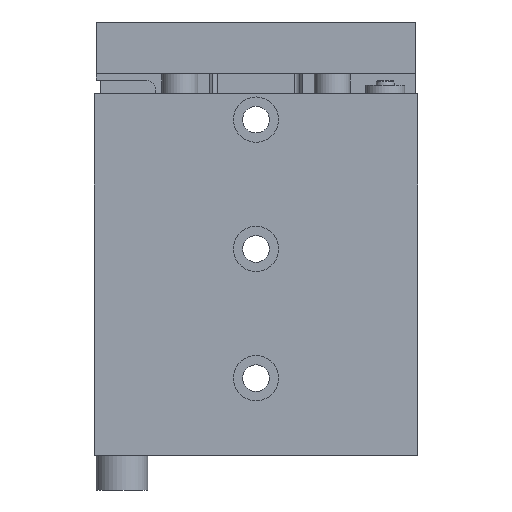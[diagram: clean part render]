
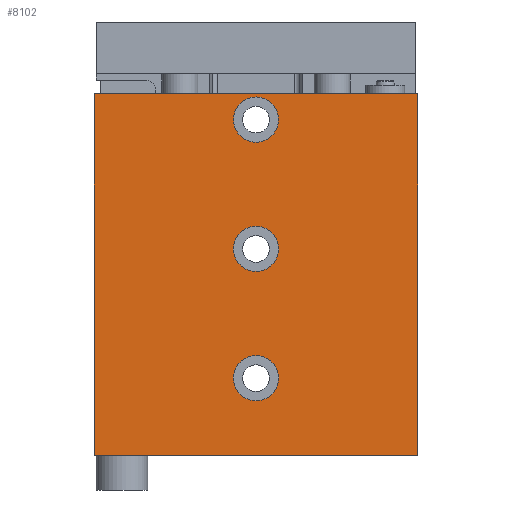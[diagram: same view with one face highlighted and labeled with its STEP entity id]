
A CAD part, front view. The second image highlights one B-rep face of the part: STEP entity #8102.
In plain terms, the highlighted planar face has unit normal (0, -1, 0).
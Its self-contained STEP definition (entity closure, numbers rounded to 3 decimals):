
#127=LINE('',#11843,#601);
#161=LINE('',#11919,#635);
#183=LINE('',#12011,#657);
#184=LINE('',#12019,#658);
#601=VECTOR('',#9525,1000.);
#635=VECTOR('',#9577,1000.);
#657=VECTOR('',#9647,1000.);
#658=VECTOR('',#9656,1000.);
#1072=PLANE('',#8609);
#1384=ORIENTED_EDGE('',*,*,#3269,.F.);
#1385=ORIENTED_EDGE('',*,*,#3270,.F.);
#1386=ORIENTED_EDGE('',*,*,#3271,.F.);
#1387=ORIENTED_EDGE('',*,*,#3188,.F.);
#1388=ORIENTED_EDGE('',*,*,#3268,.F.);
#1389=ORIENTED_EDGE('',*,*,#3226,.T.);
#1390=ORIENTED_EDGE('',*,*,#3272,.T.);
#3188=EDGE_CURVE('',#4137,#4138,#127,.T.);
#3226=EDGE_CURVE('',#4171,#4170,#161,.T.);
#3268=EDGE_CURVE('',#4171,#4137,#183,.T.);
#3269=EDGE_CURVE('',#4207,#4207,#4833,.T.);
#3270=EDGE_CURVE('',#4208,#4208,#4834,.T.);
#3271=EDGE_CURVE('',#4209,#4209,#4835,.T.);
#3272=EDGE_CURVE('',#4170,#4138,#184,.T.);
#4137=VERTEX_POINT('',#11842);
#4138=VERTEX_POINT('',#11844);
#4170=VERTEX_POINT('',#11918);
#4171=VERTEX_POINT('',#11920);
#4207=VERTEX_POINT('',#12014);
#4208=VERTEX_POINT('',#12016);
#4209=VERTEX_POINT('',#12018);
#4833=CIRCLE('',#8610,3.5);
#4834=CIRCLE('',#8611,3.5);
#4835=CIRCLE('',#8612,3.5);
#5272=EDGE_LOOP('',(#1384));
#5273=EDGE_LOOP('',(#1385));
#5274=EDGE_LOOP('',(#1386));
#5275=EDGE_LOOP('',(#1387,#1388,#1389,#1390));
#5922=FACE_BOUND('',#5272,.T.);
#5923=FACE_BOUND('',#5273,.T.);
#5924=FACE_BOUND('',#5274,.T.);
#5925=FACE_BOUND('',#5275,.T.);
#8102=ADVANCED_FACE('',(#5922,#5923,#5924,#5925),#1072,.T.);
#8609=AXIS2_PLACEMENT_3D('',#12012,#9648,#9649);
#8610=AXIS2_PLACEMENT_3D('',#12013,#9650,#9651);
#8611=AXIS2_PLACEMENT_3D('',#12015,#9652,#9653);
#8612=AXIS2_PLACEMENT_3D('',#12017,#9654,#9655);
#9525=DIRECTION('',(1.,0.,0.));
#9577=DIRECTION('',(1.,0.,0.));
#9647=DIRECTION('',(0.,0.,1.));
#9648=DIRECTION('',(0.,-1.,0.));
#9649=DIRECTION('',(0.,0.,-1.));
#9650=DIRECTION('',(0.,-1.,0.));
#9651=DIRECTION('',(0.,0.,-1.));
#9652=DIRECTION('',(0.,-1.,0.));
#9653=DIRECTION('',(0.,0.,-1.));
#9654=DIRECTION('',(0.,-1.,0.));
#9655=DIRECTION('',(0.,0.,-1.));
#9656=DIRECTION('',(0.,0.,1.));
#11842=CARTESIAN_POINT('',(-25.,0.,0.));
#11843=CARTESIAN_POINT('',(-25.,0.,0.));
#11844=CARTESIAN_POINT('',(25.,0.,0.));
#11918=CARTESIAN_POINT('',(25.,0.,-56.));
#11919=CARTESIAN_POINT('',(-25.,0.,-56.));
#11920=CARTESIAN_POINT('',(-25.,0.,-56.));
#12011=CARTESIAN_POINT('',(-25.,0.,-56.));
#12012=CARTESIAN_POINT('',(-25.,0.,-56.));
#12013=CARTESIAN_POINT('',(0.,0.,-24.));
#12014=CARTESIAN_POINT('',(0.,0.,-27.5));
#12015=CARTESIAN_POINT('',(0.,0.,-44.));
#12016=CARTESIAN_POINT('',(0.,0.,-47.5));
#12017=CARTESIAN_POINT('',(0.,0.,-4.));
#12018=CARTESIAN_POINT('',(0.,0.,-7.5));
#12019=CARTESIAN_POINT('',(25.,0.,-56.));
